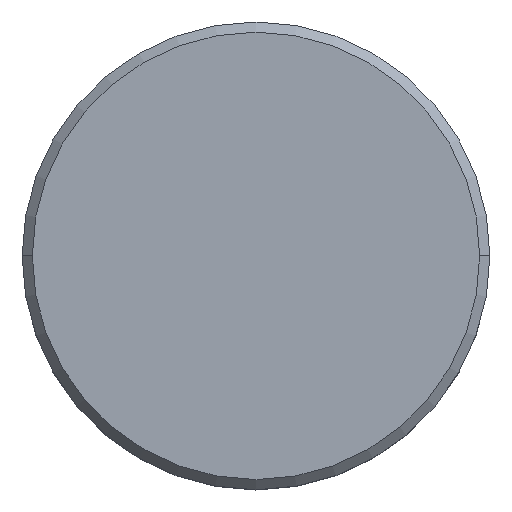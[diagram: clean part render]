
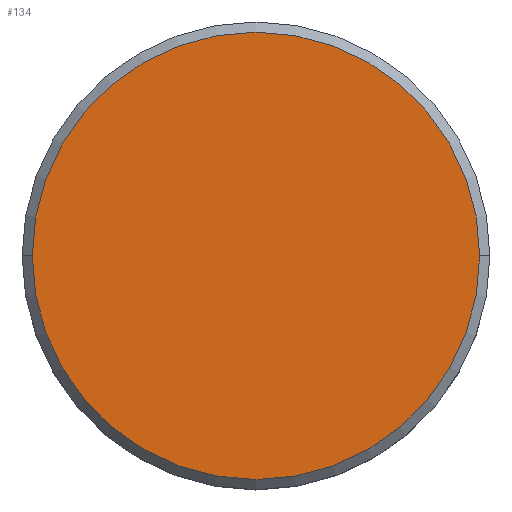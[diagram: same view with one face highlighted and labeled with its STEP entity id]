
A CAD part, top view. The second image highlights one B-rep face of the part: STEP entity #134.
In plain terms, the highlighted planar face has unit normal (0, 0, 1).
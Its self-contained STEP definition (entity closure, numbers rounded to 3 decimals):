
#4 = CARTESIAN_POINT ( 'NONE',  ( 0., 0., 0. ) ) ;
#52 = VERTEX_POINT ( 'NONE', #402 ) ;
#54 = PLANE ( 'NONE',  #588 ) ;
#62 = FACE_OUTER_BOUND ( 'NONE', #454, .T. ) ;
#64 = ORIENTED_EDGE ( 'NONE', *, *, #512, .T. ) ;
#84 = VERTEX_POINT ( 'NONE', #217 ) ;
#118 = AXIS2_PLACEMENT_3D ( 'NONE', #266, #440, #123 ) ;
#123 = DIRECTION ( 'NONE',  ( 1., 0., 0. ) ) ;
#131 = DIRECTION ( 'NONE',  ( 0., 0., 1. ) ) ;
#134 = ADVANCED_FACE ( 'NONE', ( #62 ), #54, .T. ) ;
#217 = CARTESIAN_POINT ( 'NONE',  ( 11., 0., 0. ) ) ;
#246 = DIRECTION ( 'NONE',  ( 1., 0., 0. ) ) ;
#266 = CARTESIAN_POINT ( 'NONE',  ( 0., 0., 0. ) ) ;
#280 = DIRECTION ( 'NONE',  ( 1., 0., 0. ) ) ;
#316 = ORIENTED_EDGE ( 'NONE', *, *, #319, .T. ) ;
#319 = EDGE_CURVE ( 'NONE', #84, #52, #546, .T. ) ;
#354 = AXIS2_PLACEMENT_3D ( 'NONE', #590, #131, #280 ) ;
#402 = CARTESIAN_POINT ( 'NONE',  ( -11., 0., 0. ) ) ;
#440 = DIRECTION ( 'NONE',  ( 0., 0., 1. ) ) ;
#454 = EDGE_LOOP ( 'NONE', ( #64, #316 ) ) ;
#469 = DIRECTION ( 'NONE',  ( 0., 0., 1. ) ) ;
#488 = CIRCLE ( 'NONE', #354, 11. ) ;
#512 = EDGE_CURVE ( 'NONE', #52, #84, #488, .T. ) ;
#546 = CIRCLE ( 'NONE', #118, 11. ) ;
#588 = AXIS2_PLACEMENT_3D ( 'NONE', #4, #469, #246 ) ;
#590 = CARTESIAN_POINT ( 'NONE',  ( 0., 0., 0. ) ) ;
